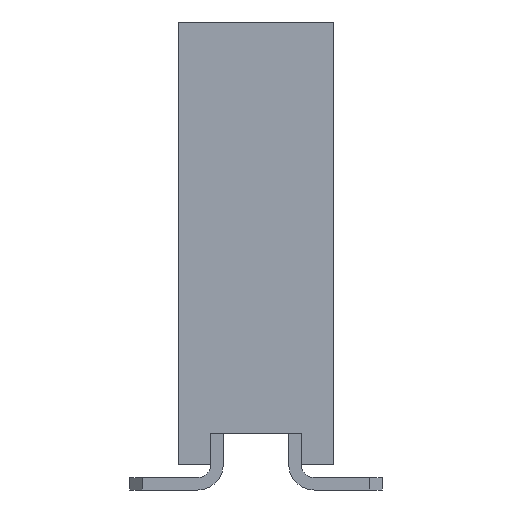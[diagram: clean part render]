
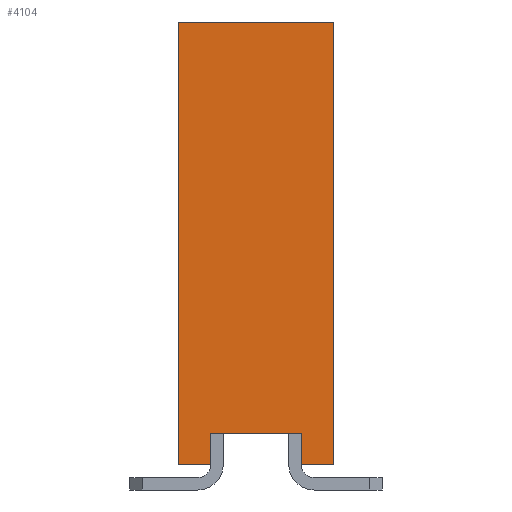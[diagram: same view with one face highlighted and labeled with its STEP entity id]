
A CAD part, left-side view. The second image highlights one B-rep face of the part: STEP entity #4104.
In plain terms, the highlighted planar face has unit normal (-1, 0, 0).
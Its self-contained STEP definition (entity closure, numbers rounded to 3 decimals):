
#358=ORIENTED_EDGE('',*,*,#1546,.F.);
#359=ORIENTED_EDGE('',*,*,#1547,.F.);
#360=ORIENTED_EDGE('',*,*,#1548,.F.);
#361=ORIENTED_EDGE('',*,*,#1371,.T.);
#362=ORIENTED_EDGE('',*,*,#1549,.T.);
#363=ORIENTED_EDGE('',*,*,#1550,.F.);
#364=ORIENTED_EDGE('',*,*,#1551,.F.);
#365=ORIENTED_EDGE('',*,*,#1544,.F.);
#1371=EDGE_CURVE('',#1966,#1965,#2341,.T.);
#1544=EDGE_CURVE('',#2138,#2139,#2514,.T.);
#1546=EDGE_CURVE('',#2140,#2138,#2516,.T.);
#1547=EDGE_CURVE('',#2141,#2140,#2517,.T.);
#1548=EDGE_CURVE('',#1966,#2141,#2518,.T.);
#1549=EDGE_CURVE('',#1965,#2142,#2519,.T.);
#1550=EDGE_CURVE('',#2143,#2142,#2520,.T.);
#1551=EDGE_CURVE('',#2139,#2143,#2521,.T.);
#1965=VERTEX_POINT('',#5756);
#1966=VERTEX_POINT('',#5758);
#2138=VERTEX_POINT('',#6127);
#2139=VERTEX_POINT('',#6129);
#2140=VERTEX_POINT('',#6133);
#2141=VERTEX_POINT('',#6135);
#2142=VERTEX_POINT('',#6138);
#2143=VERTEX_POINT('',#6140);
#2341=LINE('',#5757,#2879);
#2514=LINE('',#6128,#3052);
#2516=LINE('',#6132,#3054);
#2517=LINE('',#6134,#3055);
#2518=LINE('',#6136,#3056);
#2519=LINE('',#6137,#3057);
#2520=LINE('',#6139,#3058);
#2521=LINE('',#6141,#3059);
#2879=VECTOR('',#4635,1000.);
#3052=VECTOR('',#4858,1000.);
#3054=VECTOR('',#4862,1000.);
#3055=VECTOR('',#4863,1000.);
#3056=VECTOR('',#4864,1000.);
#3057=VECTOR('',#4865,1000.);
#3058=VECTOR('',#4866,1000.);
#3059=VECTOR('',#4867,1000.);
#3442=EDGE_LOOP('',(#358,#359,#360,#361,#362,#363,#364,#365));
#3688=FACE_BOUND('',#3442,.T.);
#3910=PLANE('',#4353);
#4104=ADVANCED_FACE('',(#3688),#3910,.F.);
#4353=AXIS2_PLACEMENT_3D('',#6131,#4860,#4861);
#4635=DIRECTION('',(0.,1.,0.));
#4858=DIRECTION('',(0.,1.,0.));
#4860=DIRECTION('',(1.,0.,0.));
#4861=DIRECTION('',(0.,0.,-1.));
#4862=DIRECTION('',(0.,0.,1.));
#4863=DIRECTION('',(0.,1.,0.));
#4864=DIRECTION('',(0.,0.,-1.));
#4865=DIRECTION('',(0.,0.,-1.));
#4866=DIRECTION('',(0.,1.,0.));
#4867=DIRECTION('',(0.,0.,-1.));
#5756=CARTESIAN_POINT('',(-15.49,1.25,3.55));
#5757=CARTESIAN_POINT('',(-15.49,-1.25,3.55));
#5758=CARTESIAN_POINT('',(-15.49,-1.25,3.55));
#6127=CARTESIAN_POINT('',(-15.49,-0.725,-3.05));
#6128=CARTESIAN_POINT('',(-15.49,-1.25,-3.05));
#6129=CARTESIAN_POINT('',(-15.49,0.725,-3.05));
#6131=CARTESIAN_POINT('',(-15.49,-1.25,3.55));
#6132=CARTESIAN_POINT('',(-15.49,-0.725,3.55));
#6133=CARTESIAN_POINT('',(-15.49,-0.725,-3.55));
#6134=CARTESIAN_POINT('',(-15.49,-1.25,-3.55));
#6135=CARTESIAN_POINT('',(-15.49,-1.25,-3.55));
#6136=CARTESIAN_POINT('',(-15.49,-1.25,3.55));
#6137=CARTESIAN_POINT('',(-15.49,1.25,3.55));
#6138=CARTESIAN_POINT('',(-15.49,1.25,-3.55));
#6139=CARTESIAN_POINT('',(-15.49,-1.25,-3.55));
#6140=CARTESIAN_POINT('',(-15.49,0.725,-3.55));
#6141=CARTESIAN_POINT('',(-15.49,0.725,3.55));
